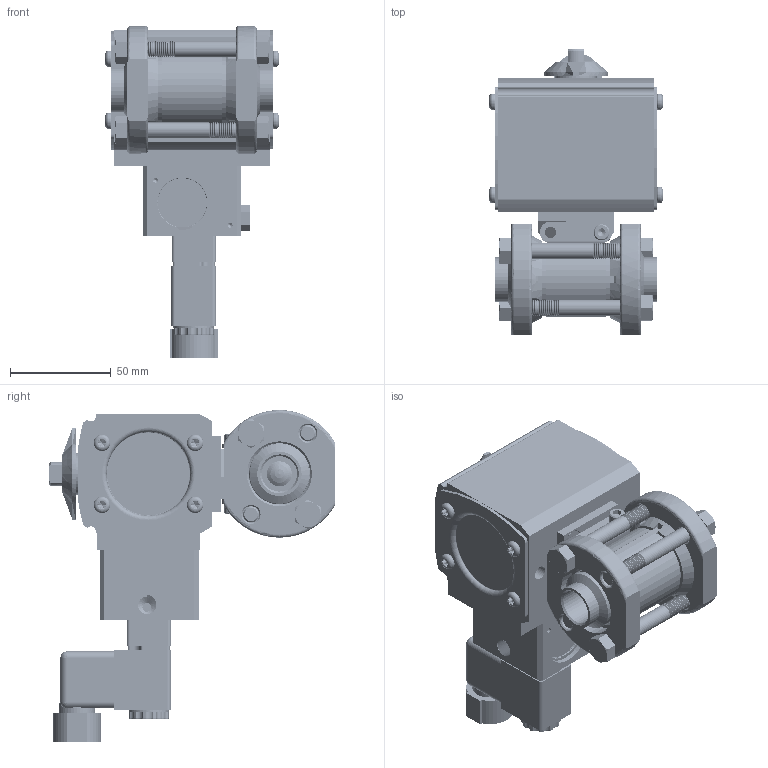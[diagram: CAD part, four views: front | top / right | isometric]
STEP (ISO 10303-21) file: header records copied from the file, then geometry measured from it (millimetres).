
FILE_DESCRIPTION (( 'STEP AP203' ), '1' );
FILE_NAME ('27XXSWFA512D4GPDC.step', '2018-09-05T12:33:05', ( '' ), ( '' ), 'SwSTEP 2.0', 'SolidWorks 2018', '' );
FILE_SCHEMA (( 'CONFIG_CONTROL_DESIGN' ));
Products named in the file (1): 27XXSWFA512D4GPDC
Bounding box: 86.49 x 142.33 x 165.15 mm (x, y, z)
Volume: 442423.2 mm3; surface area: 168678 mm2
Topology: 48 solids, 48 shells, 3985 faces, 10683 edges, 6800 vertices
Faces by surface type: cylinder 1798, cone 1189, plane 647, torus 181, bspline 164, sphere 6
Entity records: 192806 total; most frequent: CARTESIAN_POINT 96885, ORIENTED_EDGE 21022, DIRECTION 19809, EDGE_CURVE 10511, AXIS2_PLACEMENT_3D 7979, VERTEX_POINT 6796, EDGE_LOOP 4299, CIRCLE 4157
